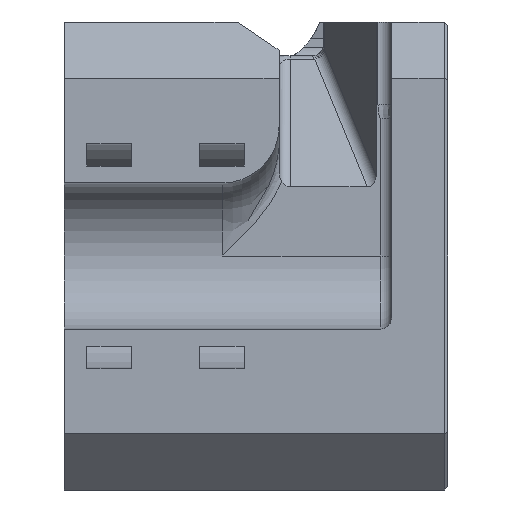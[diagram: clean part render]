
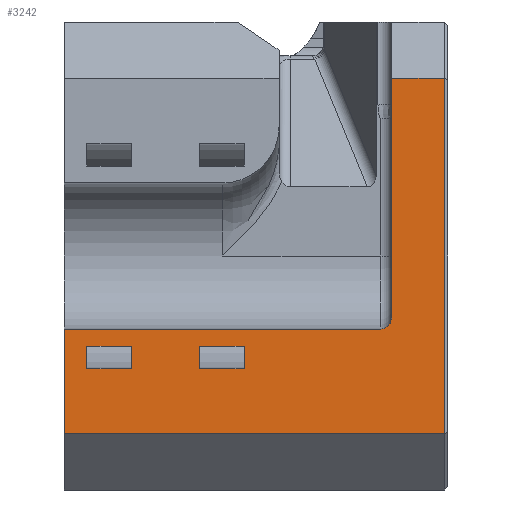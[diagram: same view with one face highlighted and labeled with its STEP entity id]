
A CAD part, front view. The second image highlights one B-rep face of the part: STEP entity #3242.
In plain terms, the highlighted planar face has unit normal (0, -1, 0).
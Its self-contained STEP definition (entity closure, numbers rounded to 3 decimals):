
#45=FACE_BOUND('',#1310,.T.);
#46=FACE_BOUND('',#1311,.T.);
#136=PLANE('',#3532);
#379=LINE('',#5324,#705);
#381=LINE('',#5332,#707);
#383=LINE('',#5338,#709);
#385=LINE('',#5343,#711);
#387=LINE('',#5348,#713);
#389=LINE('',#5356,#715);
#391=LINE('',#5362,#717);
#393=LINE('',#5367,#719);
#395=LINE('',#5377,#721);
#397=LINE('',#5380,#723);
#398=LINE('',#5383,#724);
#440=LINE('',#5629,#766);
#441=LINE('',#5632,#767);
#442=LINE('',#5633,#768);
#705=VECTOR('',#4133,10.);
#707=VECTOR('',#4141,10.);
#709=VECTOR('',#4147,10.);
#711=VECTOR('',#4153,10.);
#713=VECTOR('',#4157,10.);
#715=VECTOR('',#4165,10.);
#717=VECTOR('',#4171,10.);
#719=VECTOR('',#4177,10.);
#721=VECTOR('',#4189,10.);
#723=VECTOR('',#4193,10.);
#724=VECTOR('',#4196,10.);
#766=VECTOR('',#4310,10.);
#767=VECTOR('',#4313,10.);
#768=VECTOR('',#4314,10.);
#922=CIRCLE('',#3490,1.);
#1118=FACE_OUTER_BOUND('',#1309,.T.);
#1309=EDGE_LOOP('',(#2853,#2854,#2855,#2856,#2857,#2858,#2859));
#1310=EDGE_LOOP('',(#2860,#2861,#2862,#2863));
#1311=EDGE_LOOP('',(#2864,#2865,#2866,#2867));
#1537=VERTEX_POINT('',#5103);
#1597=VERTEX_POINT('',#5322);
#1598=VERTEX_POINT('',#5323);
#1601=VERTEX_POINT('',#5331);
#1603=VERTEX_POINT('',#5337);
#1605=VERTEX_POINT('',#5346);
#1606=VERTEX_POINT('',#5347);
#1609=VERTEX_POINT('',#5355);
#1611=VERTEX_POINT('',#5361);
#1613=VERTEX_POINT('',#5370);
#1614=VERTEX_POINT('',#5371);
#1615=VERTEX_POINT('',#5376);
#1616=VERTEX_POINT('',#5382);
#1643=VERTEX_POINT('',#5627);
#1644=VERTEX_POINT('',#5631);
#1987=EDGE_CURVE('',#1597,#1598,#379,.T.);
#1991=EDGE_CURVE('',#1601,#1597,#381,.T.);
#1994=EDGE_CURVE('',#1603,#1601,#383,.T.);
#1997=EDGE_CURVE('',#1598,#1603,#385,.T.);
#1999=EDGE_CURVE('',#1605,#1606,#387,.T.);
#2003=EDGE_CURVE('',#1609,#1605,#389,.T.);
#2006=EDGE_CURVE('',#1611,#1609,#391,.T.);
#2009=EDGE_CURVE('',#1606,#1611,#393,.T.);
#2011=EDGE_CURVE('',#1613,#1614,#922,.T.);
#2014=EDGE_CURVE('',#1615,#1614,#395,.T.);
#2016=EDGE_CURVE('',#1615,#1537,#397,.T.);
#2017=EDGE_CURVE('',#1537,#1616,#398,.T.);
#2074=EDGE_CURVE('',#1613,#1643,#440,.T.);
#2075=EDGE_CURVE('',#1644,#1643,#441,.T.);
#2076=EDGE_CURVE('',#1616,#1644,#442,.T.);
#2853=ORIENTED_EDGE('',*,*,#2017,.F.);
#2854=ORIENTED_EDGE('',*,*,#2016,.F.);
#2855=ORIENTED_EDGE('',*,*,#2014,.T.);
#2856=ORIENTED_EDGE('',*,*,#2011,.F.);
#2857=ORIENTED_EDGE('',*,*,#2074,.T.);
#2858=ORIENTED_EDGE('',*,*,#2075,.F.);
#2859=ORIENTED_EDGE('',*,*,#2076,.F.);
#2860=ORIENTED_EDGE('',*,*,#2009,.T.);
#2861=ORIENTED_EDGE('',*,*,#2006,.T.);
#2862=ORIENTED_EDGE('',*,*,#2003,.T.);
#2863=ORIENTED_EDGE('',*,*,#1999,.T.);
#2864=ORIENTED_EDGE('',*,*,#1997,.T.);
#2865=ORIENTED_EDGE('',*,*,#1994,.T.);
#2866=ORIENTED_EDGE('',*,*,#1991,.T.);
#2867=ORIENTED_EDGE('',*,*,#1987,.T.);
#3242=ADVANCED_FACE('',(#1118,#45,#46),#136,.T.);
#3490=AXIS2_PLACEMENT_3D('',#5372,#4181,#4182);
#3532=AXIS2_PLACEMENT_3D('',#5630,#4311,#4312);
#4133=DIRECTION('',(0.,0.,-1.));
#4141=DIRECTION('',(1.,0.,0.));
#4147=DIRECTION('',(0.,0.,1.));
#4153=DIRECTION('',(-1.,0.,0.));
#4157=DIRECTION('',(0.,0.,-1.));
#4165=DIRECTION('',(1.,0.,0.));
#4171=DIRECTION('',(0.,0.,1.));
#4177=DIRECTION('',(-1.,0.,0.));
#4181=DIRECTION('center_axis',(0.,-1.,0.));
#4182=DIRECTION('ref_axis',(0.,0.,
-1.));
#4189=DIRECTION('',(0.,0.,-1.));
#4193=DIRECTION('',(1.,0.,0.));
#4196=DIRECTION('',(0.,0.,-1.));
#4310=DIRECTION('',(-1.,0.,0.));
#4311=DIRECTION('center_axis',(0.,-1.,0.));
#4312=DIRECTION('ref_axis',(0.,0.,
1.));
#4313=DIRECTION('',(0.,0.,1.));
#4314=DIRECTION('',(-1.,0.,0.));
#5103=CARTESIAN_POINT('',(195.398,155.277,41.259));
#5322=CARTESIAN_POINT('',(177.598,155.277,17.459));
#5323=CARTESIAN_POINT('',(177.598,155.277,15.459));
#5324=CARTESIAN_POINT('',(177.598,155.277,21.558));
#5331=CARTESIAN_POINT('',(173.598,155.277,17.459));
#5332=CARTESIAN_POINT('',(175.598,155.277,17.459));
#5337=CARTESIAN_POINT('',(173.598,155.277,15.459));
#5338=CARTESIAN_POINT('',(173.598,155.277,22.558));
#5343=CARTESIAN_POINT('',(175.598,155.277,15.459));
#5346=CARTESIAN_POINT('',(167.598,155.277,17.459));
#5347=CARTESIAN_POINT('',(167.598,155.277,15.459));
#5348=CARTESIAN_POINT('',(167.598,155.277,21.558));
#5355=CARTESIAN_POINT('',(163.598,155.277,17.459));
#5356=CARTESIAN_POINT('',(165.598,155.277,17.459));
#5361=CARTESIAN_POINT('',(163.598,155.277,15.459));
#5362=CARTESIAN_POINT('',(163.598,155.277,22.558));
#5367=CARTESIAN_POINT('',(165.598,155.277,15.459));
#5370=CARTESIAN_POINT('',(189.698,155.277,18.959));
#5371=CARTESIAN_POINT('',(190.698,155.277,19.959));
#5372=CARTESIAN_POINT('Origin',(189.698,155.277,19.959));
#5376=CARTESIAN_POINT('',(190.698,155.277,41.259));
#5377=CARTESIAN_POINT('',(190.698,155.277,22.758));
#5380=CARTESIAN_POINT('',(195.698,155.277,41.259));
#5382=CARTESIAN_POINT('',(195.398,155.277,9.659));
#5383=CARTESIAN_POINT('',(195.398,155.277,17.558));
#5627=CARTESIAN_POINT('',(161.598,155.277,18.959));
#5629=CARTESIAN_POINT('',(161.598,155.277,18.959));
#5630=CARTESIAN_POINT('Origin',(195.698,155.277,9.658));
#5631=CARTESIAN_POINT('',(161.598,155.277,9.659));
#5632=CARTESIAN_POINT('',(161.598,155.277,17.558));
#5633=CARTESIAN_POINT('',(195.698,155.277,9.659));
